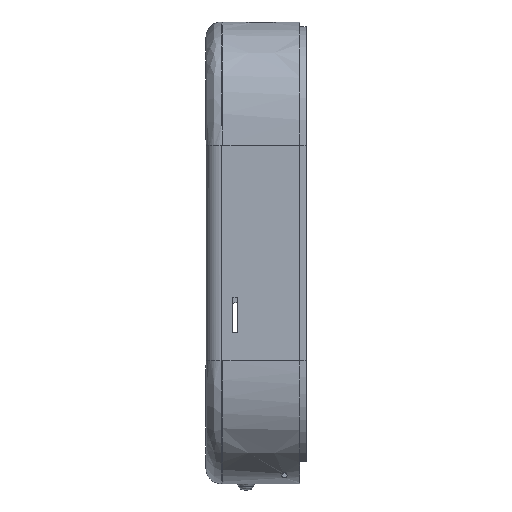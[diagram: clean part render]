
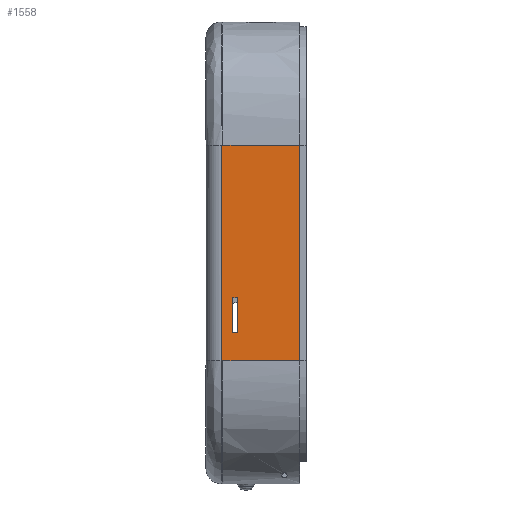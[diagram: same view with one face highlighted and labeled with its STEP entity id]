
A CAD part, left-side view. The second image highlights one B-rep face of the part: STEP entity #1558.
In plain terms, the highlighted planar face has unit normal (-1, 0, 0).
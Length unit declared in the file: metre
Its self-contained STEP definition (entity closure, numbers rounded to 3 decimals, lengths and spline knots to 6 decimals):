
#90=LINE('',#2211,#204);
#132=LINE('',#3552,#246);
#135=LINE('',#3688,#249);
#136=LINE('',#3691,#250);
#137=LINE('',#3693,#251);
#138=LINE('',#3695,#252);
#204=VECTOR('',#1717,1.);
#246=VECTOR('',#1819,1.);
#249=VECTOR('',#1824,1.);
#250=VECTOR('',#1825,1.);
#251=VECTOR('',#1826,1.);
#252=VECTOR('',#1827,1.);
#510=ORIENTED_EDGE('',*,*,#920,.F.);
#511=ORIENTED_EDGE('',*,*,#921,.F.);
#512=ORIENTED_EDGE('',*,*,#922,.T.);
#513=ORIENTED_EDGE('',*,*,#923,.T.);
#514=ORIENTED_EDGE('',*,*,#919,.T.);
#515=ORIENTED_EDGE('',*,*,#789,.T.);
#516=ORIENTED_EDGE('',*,*,#915,.T.);
#517=ORIENTED_EDGE('',*,*,#908,.F.);
#518=ORIENTED_EDGE('',*,*,#906,.T.);
#519=ORIENTED_EDGE('',*,*,#911,.T.);
#789=EDGE_CURVE('',#1022,#1021,#90,.T.);
#906=EDGE_CURVE('',#1097,#1103,#132,.T.);
#908=EDGE_CURVE('',#1097,#1114,#1221,.F.);
#911=EDGE_CURVE('',#1103,#1115,#1224,.T.);
#915=EDGE_CURVE('',#1021,#1114,#1228,.T.);
#919=EDGE_CURVE('',#1115,#1022,#1231,.T.);
#920=EDGE_CURVE('',#1119,#1120,#135,.T.);
#921=EDGE_CURVE('',#1121,#1119,#136,.T.);
#922=EDGE_CURVE('',#1121,#1122,#137,.T.);
#923=EDGE_CURVE('',#1122,#1120,#138,.T.);
#1021=VERTEX_POINT('',#2210);
#1022=VERTEX_POINT('',#2212);
#1097=VERTEX_POINT('',#2890);
#1103=VERTEX_POINT('',#3177);
#1114=VERTEX_POINT('',#3566);
#1115=VERTEX_POINT('',#3595);
#1119=VERTEX_POINT('',#3689);
#1120=VERTEX_POINT('',#3690);
#1121=VERTEX_POINT('',#3692);
#1122=VERTEX_POINT('',#3694);
#1221=B_SPLINE_CURVE_WITH_KNOTS('',3,(#3562,#3563,#3564,#3565),
 .UNSPECIFIED.,.F.,.F.,(4,4),(0.,0.091662),.UNSPECIFIED.);
#1224=B_SPLINE_CURVE_WITH_KNOTS('',3,(#3591,#3592,#3593,#3594),
 .UNSPECIFIED.,.F.,.F.,(4,4),(0.909091,1.),.UNSPECIFIED.);
#1228=B_SPLINE_CURVE_WITH_KNOTS('',3,(#3630,#3631,#3632,#3633),
 .UNSPECIFIED.,.F.,.F.,(4,4),(0.5,1.),.UNSPECIFIED.);
#1231=B_SPLINE_CURVE_WITH_KNOTS('',3,(#3683,#3684,#3685,#3686),
 .UNSPECIFIED.,.F.,.F.,(4,4),(0.,0.5),.UNSPECIFIED.);
#1304=EDGE_LOOP('',(#510,#511,#512,#513));
#1305=EDGE_LOOP('',(#514,#515,#516,#517,#518,#519));
#1418=FACE_BOUND('',#1304,.T.);
#1419=FACE_BOUND('',#1305,.T.);
#1493=PLANE('',#1656);
#1558=ADVANCED_FACE('',(#1418,#1419),#1493,.T.);
#1656=AXIS2_PLACEMENT_3D('',#3687,#1822,#1823);
#1717=DIRECTION('',(0.,0.,1.));
#1819=DIRECTION('',(0.,0.,-1.));
#1822=DIRECTION('',(-1.,0.,0.));
#1823=DIRECTION('',(0.,0.,1.));
#1824=DIRECTION('',(0.,1.,0.));
#1825=DIRECTION('',(0.,0.,1.));
#1826=DIRECTION('',(0.,1.,0.));
#1827=DIRECTION('',(0.,0.,1.));
#2210=CARTESIAN_POINT('',(-0.075,-0.025,0.035));
#2211=CARTESIAN_POINT('',(-0.075,-0.025,0.));
#2212=CARTESIAN_POINT('',(-0.075,-0.025,-0.035));
#2890=CARTESIAN_POINT('',(-0.075,0.000504,0.035));
#3177=CARTESIAN_POINT('',(-0.075,0.0005,-0.035));
#3552=CARTESIAN_POINT('',(-0.075,0.0005,0.));
#3562=CARTESIAN_POINT('',(-0.075,0.,0.035));
#3563=CARTESIAN_POINT('',(-0.075,0.000168,0.035));
#3564=CARTESIAN_POINT('',(-0.075,0.000336,0.035));
#3565=CARTESIAN_POINT('',(-0.075,0.000504,0.035));
#3566=CARTESIAN_POINT('',(-0.075,0.,0.035));
#3591=CARTESIAN_POINT('',(-0.075,0.0005,-0.035));
#3592=CARTESIAN_POINT('',(-0.075,0.000333,-0.035));
#3593=CARTESIAN_POINT('',(-0.075,0.000167,-0.035));
#3594=CARTESIAN_POINT('',(-0.075,0.,-0.035));
#3595=CARTESIAN_POINT('',(-0.075,0.,-0.035));
#3630=CARTESIAN_POINT('',(-0.075,-0.025,0.035));
#3631=CARTESIAN_POINT('',(-0.075,-0.016667,0.035));
#3632=CARTESIAN_POINT('',(-0.075,-0.008333,0.035));
#3633=CARTESIAN_POINT('',(-0.075,0.,0.035));
#3683=CARTESIAN_POINT('',(-0.075,0.,-0.035));
#3684=CARTESIAN_POINT('',(-0.075,-0.008333,-0.035));
#3685=CARTESIAN_POINT('',(-0.075,-0.016667,-0.035));
#3686=CARTESIAN_POINT('',(-0.075,-0.025,-0.035));
#3687=CARTESIAN_POINT('',(-0.075,-0.05,0.));
#3688=CARTESIAN_POINT('',(-0.075,-0.05,-0.0145));
#3689=CARTESIAN_POINT('',(-0.075,-0.0047,-0.0145));
#3690=CARTESIAN_POINT('',(-0.075,-0.0032,-0.0145));
#3691=CARTESIAN_POINT('',(-0.075,-0.0047,0.));
#3692=CARTESIAN_POINT('',(-0.075,-0.0047,-0.026));
#3693=CARTESIAN_POINT('',(-0.075,-0.05,-0.026));
#3694=CARTESIAN_POINT('',(-0.075,-0.0032,-0.026));
#3695=CARTESIAN_POINT('',(-0.075,-0.0032,0.));
